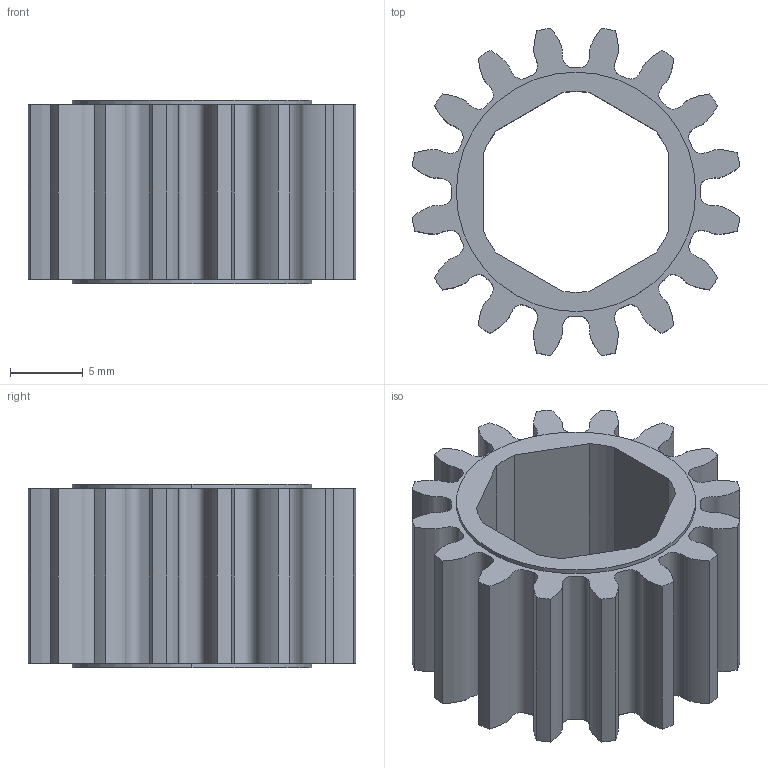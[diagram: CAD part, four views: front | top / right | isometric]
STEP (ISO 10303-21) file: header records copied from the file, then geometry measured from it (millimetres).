
FILE_DESCRIPTION (( 'STEP AP214' ), '1' );
FILE_NAME ('WCP-0290 Rev1.step', '2021-07-15T09:40:42', ( '' ), ( '' ), 'SwSTEP 2.0', 'SolidWorks 2020', '' );
FILE_SCHEMA (( 'AUTOMOTIVE_DESIGN' ));
Length unit declared in the file: inch
Products named in the file (1): WCP-0290 Rev1
Bounding box: 22.59 x 22.59 x 12.65 mm (x, y, z)
Volume: 2124.3 mm3; surface area: 2476.5 mm2
Topology: 1 solids, 1 shells, 52 faces, 144 edges, 96 vertices
Faces by surface type: cylinder 26, bspline 16, plane 10
Entity records: 6364 total; most frequent: CARTESIAN_POINT 5045, ORIENTED_EDGE 288, DIRECTION 238, EDGE_CURVE 144, VERTEX_POINT 96, AXIS2_PLACEMENT_3D 89, LINE 60, VECTOR 60
